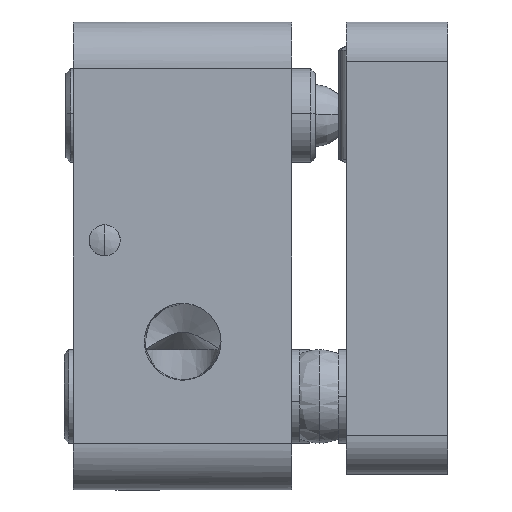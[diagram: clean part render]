
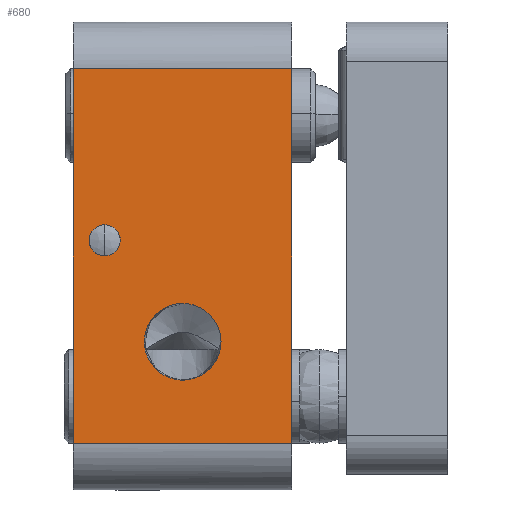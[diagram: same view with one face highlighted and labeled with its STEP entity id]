
A CAD part, left-side view. The second image highlights one B-rep face of the part: STEP entity #680.
In plain terms, the highlighted planar face has unit normal (-1, 0, 0).
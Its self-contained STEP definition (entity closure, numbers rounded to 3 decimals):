
#102=B_SPLINE_CURVE_WITH_KNOTS('',1,(#11532,#11533),.UNSPECIFIED.,.F.,.F.,
(2,2),(0.,24.),.UNSPECIFIED.);
#103=B_SPLINE_CURVE_WITH_KNOTS('',1,(#11534,#11535),.UNSPECIFIED.,.F.,.F.,
(2,2),(-14.,0.),.UNSPECIFIED.);
#104=B_SPLINE_CURVE_WITH_KNOTS('',1,(#11536,#11537),.UNSPECIFIED.,.F.,.F.,
(2,2),(0.,24.),.UNSPECIFIED.);
#206=FACE_BOUND('',#1292,.T.);
#207=FACE_BOUND('',#1293,.T.);
#680=ADVANCED_FACE('',(#977,#206,#207),#4586,.T.);
#977=FACE_OUTER_BOUND('',#1291,.T.);
#1291=EDGE_LOOP('',(#2391,#2392,#2393,#2394));
#1292=EDGE_LOOP('',(#2395,#2396,#2397));
#1293=EDGE_LOOP('',(#2398,#2399,#2400));
#2391=ORIENTED_EDGE('',*,*,#3330,.T.);
#2392=ORIENTED_EDGE('',*,*,#3331,.T.);
#2393=ORIENTED_EDGE('',*,*,#3332,.T.);
#2394=ORIENTED_EDGE('',*,*,#3328,.F.);
#2395=ORIENTED_EDGE('',*,*,#3334,.F.);
#2396=ORIENTED_EDGE('',*,*,#3233,.F.);
#2397=ORIENTED_EDGE('',*,*,#3333,.F.);
#2398=ORIENTED_EDGE('',*,*,#3336,.F.);
#2399=ORIENTED_EDGE('',*,*,#3258,.F.);
#2400=ORIENTED_EDGE('',*,*,#3335,.F.);
#3233=EDGE_CURVE('',#4331,#4332,#3889,.T.);
#3258=EDGE_CURVE('',#4353,#4354,#3904,.T.);
#3328=EDGE_CURVE('',#4409,#4410,#3954,.T.);
#3330=EDGE_CURVE('',#4409,#4411,#102,.T.);
#3331=EDGE_CURVE('',#4411,#4412,#103,.T.);
#3332=EDGE_CURVE('',#4412,#4410,#104,.T.);
#3333=EDGE_CURVE('',#4333,#4331,#3956,.T.);
#3334=EDGE_CURVE('',#4332,#4333,#3957,.T.);
#3335=EDGE_CURVE('',#4355,#4353,#3958,.T.);
#3336=EDGE_CURVE('',#4354,#4355,#3959,.T.);
#3889=(
BOUNDED_CURVE()
B_SPLINE_CURVE(2,(#11159,#11160,#11161),.UNSPECIFIED.,.F.,.F.)
B_SPLINE_CURVE_WITH_KNOTS((3,3),(-1.571,0.),.UNSPECIFIED.)
CURVE()
GEOMETRIC_REPRESENTATION_ITEM()
RATIONAL_B_SPLINE_CURVE((1.,0.707,1.))
REPRESENTATION_ITEM('')
);
#3904=(
BOUNDED_CURVE()
B_SPLINE_CURVE(2,(#11272,#11273,#11274),.UNSPECIFIED.,.F.,.F.)
B_SPLINE_CURVE_WITH_KNOTS((3,3),(-3.862,0.),.UNSPECIFIED.)
CURVE()
GEOMETRIC_REPRESENTATION_ITEM()
RATIONAL_B_SPLINE_CURVE((1.,0.707,1.))
REPRESENTATION_ITEM('')
);
#3954=(
BOUNDED_CURVE()
B_SPLINE_CURVE(1,(#11527,#11528),.UNSPECIFIED.,.F.,.F.)
B_SPLINE_CURVE_WITH_KNOTS((2,2),(-14.,0.),.UNSPECIFIED.)
CURVE()
GEOMETRIC_REPRESENTATION_ITEM()
RATIONAL_B_SPLINE_CURVE((1.,1.))
REPRESENTATION_ITEM('')
);
#3956=(
BOUNDED_CURVE()
B_SPLINE_CURVE(2,(#11538,#11539,#11540),.UNSPECIFIED.,.F.,.F.)
B_SPLINE_CURVE_WITH_KNOTS((3,3),(-3.142,-1.571),
 .UNSPECIFIED.)
CURVE()
GEOMETRIC_REPRESENTATION_ITEM()
RATIONAL_B_SPLINE_CURVE((1.,0.707,1.))
REPRESENTATION_ITEM('')
);
#3957=(
BOUNDED_CURVE()
B_SPLINE_CURVE(2,(#11541,#11542,#11543,#11544,#11545),.UNSPECIFIED.,.F.,
 .F.)
B_SPLINE_CURVE_WITH_KNOTS((3,2,3),(-3.142,-1.571,0.),
 .UNSPECIFIED.)
CURVE()
GEOMETRIC_REPRESENTATION_ITEM()
RATIONAL_B_SPLINE_CURVE((1.,0.707,1.,0.707,1.))
REPRESENTATION_ITEM('')
);
#3958=(
BOUNDED_CURVE()
B_SPLINE_CURVE(2,(#11546,#11547,#11548),.UNSPECIFIED.,.F.,.F.)
B_SPLINE_CURVE_WITH_KNOTS((3,3),(-7.724,-3.862),
 .UNSPECIFIED.)
CURVE()
GEOMETRIC_REPRESENTATION_ITEM()
RATIONAL_B_SPLINE_CURVE((1.,0.707,1.))
REPRESENTATION_ITEM('')
);
#3959=(
BOUNDED_CURVE()
B_SPLINE_CURVE(2,(#11549,#11550,#11551,#11552,#11553),.UNSPECIFIED.,.F.,
 .F.)
B_SPLINE_CURVE_WITH_KNOTS((3,2,3),(-7.724,-3.862,
0.),.UNSPECIFIED.)
CURVE()
GEOMETRIC_REPRESENTATION_ITEM()
RATIONAL_B_SPLINE_CURVE((1.,0.707,1.,0.707,1.))
REPRESENTATION_ITEM('')
);
#4331=VERTEX_POINT('',#11069);
#4332=VERTEX_POINT('',#11070);
#4333=VERTEX_POINT('',#11071);
#4353=VERTEX_POINT('',#11091);
#4354=VERTEX_POINT('',#11092);
#4355=VERTEX_POINT('',#11093);
#4409=VERTEX_POINT('',#11147);
#4410=VERTEX_POINT('',#11148);
#4411=VERTEX_POINT('',#11149);
#4412=VERTEX_POINT('',#11150);
#4586=PLANE('',#4903);
#4903=AXIS2_PLACEMENT_3D('',#11003,#4998,$);
#4998=DIRECTION('',(-1.,0.,0.));
#11003=CARTESIAN_POINT('',(-15.,13.34,0.78));
#11069=CARTESIAN_POINT('',(-15.,9.82,17.3));
#11070=CARTESIAN_POINT('',(-15.,10.82,16.3));
#11071=CARTESIAN_POINT('',(-15.,8.82,16.3));
#11091=CARTESIAN_POINT('',(-15.,4.82,12.259));
#11092=CARTESIAN_POINT('',(-15.,7.279,9.8));
#11093=CARTESIAN_POINT('',(-15.,2.362,9.8));
#11147=CARTESIAN_POINT('',(-15.,11.82,27.3));
#11148=CARTESIAN_POINT('',(-15.,-2.18,27.3));
#11149=CARTESIAN_POINT('',(-15.,11.82,3.3));
#11150=CARTESIAN_POINT('',(-15.,-2.18,3.3));
#11159=CARTESIAN_POINT('',(-15.,9.82,17.3));
#11160=CARTESIAN_POINT('',(-15.,10.82,17.3));
#11161=CARTESIAN_POINT('',(-15.,10.82,16.3));
#11272=CARTESIAN_POINT('',(-15.,4.82,12.259));
#11273=CARTESIAN_POINT('',(-15.,7.279,12.259));
#11274=CARTESIAN_POINT('',(-15.,7.279,9.8));
#11527=CARTESIAN_POINT('',(-15.,11.82,27.3));
#11528=CARTESIAN_POINT('',(-15.,-2.18,27.3));
#11532=CARTESIAN_POINT('',(-15.,11.82,27.3));
#11533=CARTESIAN_POINT('',(-15.,11.82,3.3));
#11534=CARTESIAN_POINT('',(-15.,11.82,3.3));
#11535=CARTESIAN_POINT('',(-15.,-2.18,3.3));
#11536=CARTESIAN_POINT('',(-15.,-2.18,3.3));
#11537=CARTESIAN_POINT('',(-15.,-2.18,27.3));
#11538=CARTESIAN_POINT('',(-15.,8.82,16.3));
#11539=CARTESIAN_POINT('',(-15.,8.82,17.3));
#11540=CARTESIAN_POINT('',(-15.,9.82,17.3));
#11541=CARTESIAN_POINT('',(-15.,10.82,16.3));
#11542=CARTESIAN_POINT('',(-15.,10.82,15.3));
#11543=CARTESIAN_POINT('',(-15.,9.82,15.3));
#11544=CARTESIAN_POINT('',(-15.,8.82,15.3));
#11545=CARTESIAN_POINT('',(-15.,8.82,16.3));
#11546=CARTESIAN_POINT('',(-15.,2.362,9.8));
#11547=CARTESIAN_POINT('',(-15.,2.362,12.259));
#11548=CARTESIAN_POINT('',(-15.,4.82,12.259));
#11549=CARTESIAN_POINT('',(-15.,7.279,9.8));
#11550=CARTESIAN_POINT('',(-15.,7.279,7.342));
#11551=CARTESIAN_POINT('',(-15.,4.82,7.342));
#11552=CARTESIAN_POINT('',(-15.,2.362,7.342));
#11553=CARTESIAN_POINT('',(-15.,2.362,9.8));
